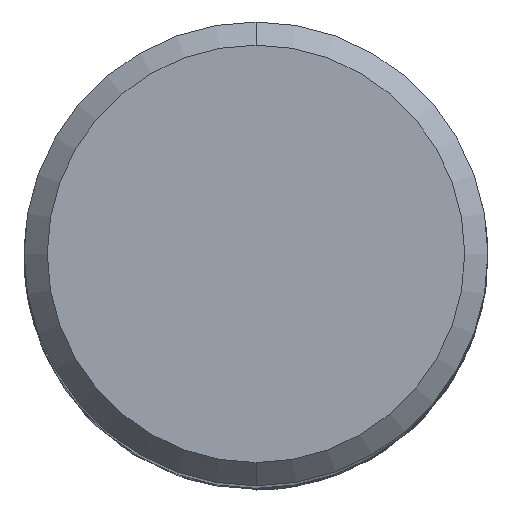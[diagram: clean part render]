
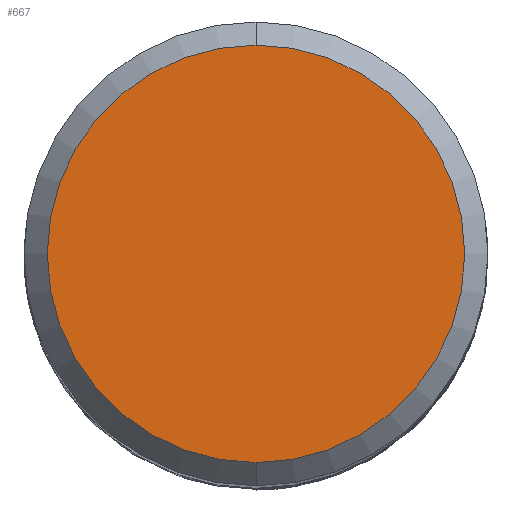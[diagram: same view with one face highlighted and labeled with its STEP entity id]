
A CAD part, top view. The second image highlights one B-rep face of the part: STEP entity #667.
In plain terms, the highlighted planar face has unit normal (0, 0, 1).
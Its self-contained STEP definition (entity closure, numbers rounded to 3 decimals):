
#667=ADVANCED_FACE('',(#1776),#1777,.T.);
#697=EDGE_CURVE('',#1173,#1299,#1810,.T.);
#1173=VERTEX_POINT('',#2325);
#1299=VERTEX_POINT('',#2465);
#1543=EDGE_CURVE('',#1299,#1173,#2733,.T.);
#1776=FACE_OUTER_BOUND('',#3926,.T.);
#1777=PLANE('',#3927);
#1810=CIRCLE('',#3994,9.0);
#2325=CARTESIAN_POINT('',(0.,-9.0,0.0));
#2465=CARTESIAN_POINT('',(0.0,9.0,0.0));
#2733=CIRCLE('',#14647,9.0);
#3926=EDGE_LOOP('',(#16771,#16772));
#3927=AXIS2_PLACEMENT_3D('',#16773,#16774,#16775);
#3994=AXIS2_PLACEMENT_3D('',#16809,#16810,#16811);
#14647=AXIS2_PLACEMENT_3D('',#17727,#17728,#17729);
#16771=ORIENTED_EDGE('',*,*,#1543,.F.);
#16772=ORIENTED_EDGE('',*,*,#697,.F.);
#16773=CARTESIAN_POINT('',(0.0,4.5,0.0));
#16774=DIRECTION('',(-0.0,0.0,1.0));
#16775=DIRECTION('',(0.0,-1.0,0.0));
#16809=CARTESIAN_POINT('',(0.0,0.0,0.0));
#16810=DIRECTION('',(0.0,0.0,-1.0));
#16811=DIRECTION('',(0.0,1.0,0.0));
#17727=CARTESIAN_POINT('',(0.0,0.0,0.0));
#17728=DIRECTION('',(0.0,0.0,-1.0));
#17729=DIRECTION('',(0.0,1.0,0.0));
